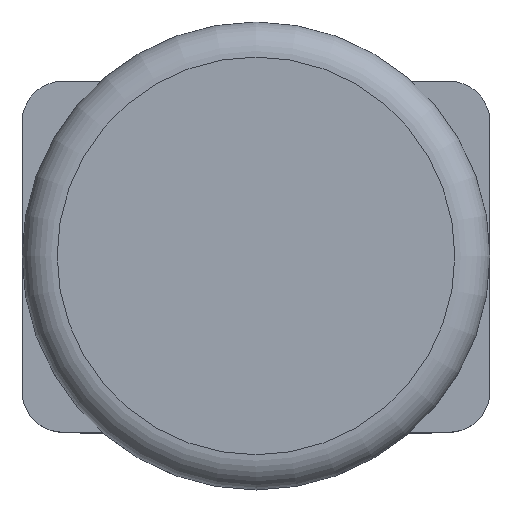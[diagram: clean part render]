
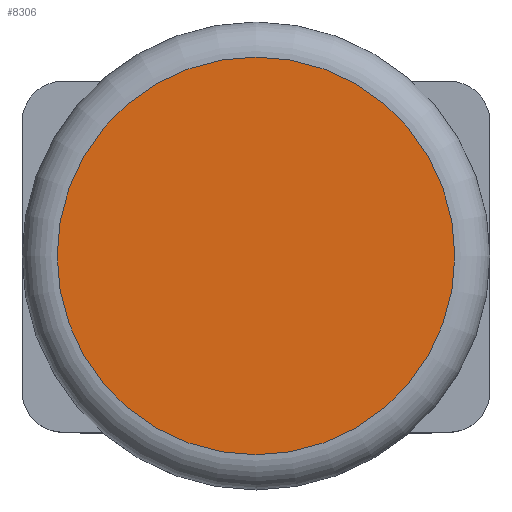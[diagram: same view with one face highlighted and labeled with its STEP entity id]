
A CAD part, top view. The second image highlights one B-rep face of the part: STEP entity #8306.
In plain terms, the highlighted face is planar.
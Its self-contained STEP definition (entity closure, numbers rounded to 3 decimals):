
#2441=PLANE('',#8813);
#3003=FACE_OUTER_BOUND('',#3550,.T.);
#3550=EDGE_LOOP('',(#7527));
#3762=CIRCLE('',#8814,17.);
#4445=VERTEX_POINT('',#14380);
#5488=EDGE_CURVE('',#4445,#4445,#3762,.T.);
#7527=ORIENTED_EDGE('',*,*,#5488,.F.);
#8306=ADVANCED_FACE('',(#3003),#2441,.T.);
#8813=AXIS2_PLACEMENT_3D('',#14379,#10435,#10436);
#8814=AXIS2_PLACEMENT_3D('',#14381,#10437,#10438);
#10435=DIRECTION('center_axis',(0.,0.,-1.));
#10436=DIRECTION('ref_axis',(-1.,0.,0.));
#10437=DIRECTION('center_axis',(0.,0.,1.));
#10438=DIRECTION('ref_axis',(0.,-1.,0.));
#14379=CARTESIAN_POINT('Origin',(0.,-8.5,-17.5));
#14380=CARTESIAN_POINT('',(0.,-17.,-17.5));
#14381=CARTESIAN_POINT('Origin',(0.,0.,-17.5));
